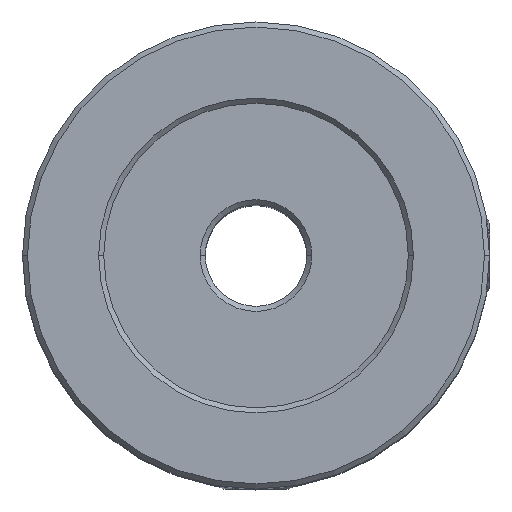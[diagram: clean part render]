
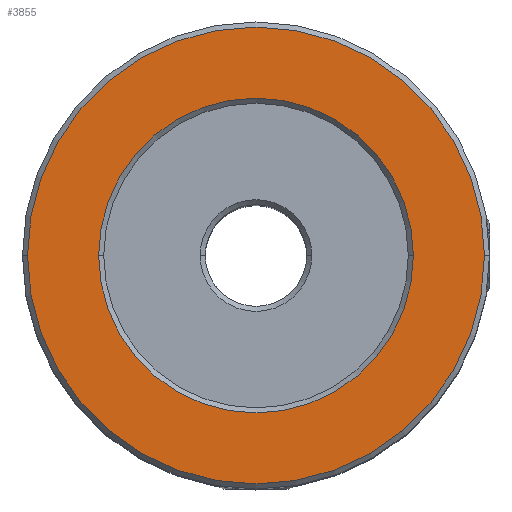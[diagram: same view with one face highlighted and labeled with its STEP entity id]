
A CAD part, top view. The second image highlights one B-rep face of the part: STEP entity #3855.
In plain terms, the highlighted planar face has unit normal (0, 0, 1).
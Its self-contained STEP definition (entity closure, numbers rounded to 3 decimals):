
#123 = DIRECTION ( 'NONE',  ( 1., 0., 0. ) ) ;
#285 = FACE_BOUND ( 'NONE', #2548, .T. ) ;
#337 = VERTEX_POINT ( 'NONE', #2015 ) ;
#572 = ORIENTED_EDGE ( 'NONE', *, *, #640, .T. ) ;
#576 = CARTESIAN_POINT ( 'NONE',  ( 0., 0., 27. ) ) ;
#584 = DIRECTION ( 'NONE',  ( 1., 0., 0. ) ) ;
#599 = DIRECTION ( 'NONE',  ( 1., 0., 0. ) ) ;
#640 = EDGE_CURVE ( 'NONE', #4663, #337, #1209, .T. ) ;
#819 = DIRECTION ( 'NONE',  ( 0., 0., 1. ) ) ;
#910 = AXIS2_PLACEMENT_3D ( 'NONE', #576, #2731, #2024 ) ;
#1061 = AXIS2_PLACEMENT_3D ( 'NONE', #3842, #1704, #584 ) ;
#1074 = EDGE_CURVE ( 'NONE', #337, #4663, #4409, .T. ) ;
#1209 = CIRCLE ( 'NONE', #4010, 11.25 ) ;
#1232 = AXIS2_PLACEMENT_3D ( 'NONE', #3835, #2803, #599 ) ;
#1353 = PLANE ( 'NONE',  #1232 ) ;
#1545 = DIRECTION ( 'NONE',  ( 1., 0., 0. ) ) ;
#1662 = FACE_OUTER_BOUND ( 'NONE', #4482, .T. ) ;
#1687 = CARTESIAN_POINT ( 'NONE',  ( 7.75, 0., 27. ) ) ;
#1704 = DIRECTION ( 'NONE',  ( 0., 0., -1. ) ) ;
#1737 = ORIENTED_EDGE ( 'NONE', *, *, #2576, .T. ) ;
#2015 = CARTESIAN_POINT ( 'NONE',  ( 11.25, 0., 27. ) ) ;
#2024 = DIRECTION ( 'NONE',  ( 1., 0., 0. ) ) ;
#2188 = CARTESIAN_POINT ( 'NONE',  ( -7.75, 0., 27. ) ) ;
#2334 = ORIENTED_EDGE ( 'NONE', *, *, #1074, .T. ) ;
#2548 = EDGE_LOOP ( 'NONE', ( #1737, #3005 ) ) ;
#2576 = EDGE_CURVE ( 'NONE', #2937, #3507, #3178, .T. ) ;
#2625 = CARTESIAN_POINT ( 'NONE',  ( -11.25, 0., 27. ) ) ;
#2731 = DIRECTION ( 'NONE',  ( 0., 0., -1. ) ) ;
#2803 = DIRECTION ( 'NONE',  ( 0., 0., 1. ) ) ;
#2937 = VERTEX_POINT ( 'NONE', #1687 ) ;
#3005 = ORIENTED_EDGE ( 'NONE', *, *, #3312, .T. ) ;
#3178 = CIRCLE ( 'NONE', #910, 7.75 ) ;
#3312 = EDGE_CURVE ( 'NONE', #3507, #2937, #3722, .T. ) ;
#3507 = VERTEX_POINT ( 'NONE', #2188 ) ;
#3722 = CIRCLE ( 'NONE', #1061, 7.75 ) ;
#3835 = CARTESIAN_POINT ( 'NONE',  ( 0., 0., 27. ) ) ;
#3842 = CARTESIAN_POINT ( 'NONE',  ( 0., 0., 27. ) ) ;
#3855 = ADVANCED_FACE ( 'NONE', ( #285, #1662 ), #1353, .T. ) ;
#4010 = AXIS2_PLACEMENT_3D ( 'NONE', #4060, #819, #123 ) ;
#4060 = CARTESIAN_POINT ( 'NONE',  ( 0., 0., 27. ) ) ;
#4409 = CIRCLE ( 'NONE', #4491, 11.25 ) ;
#4418 = DIRECTION ( 'NONE',  ( 0., 0., 1. ) ) ;
#4482 = EDGE_LOOP ( 'NONE', ( #572, #2334 ) ) ;
#4490 = CARTESIAN_POINT ( 'NONE',  ( 0., 0., 27. ) ) ;
#4491 = AXIS2_PLACEMENT_3D ( 'NONE', #4490, #4418, #1545 ) ;
#4663 = VERTEX_POINT ( 'NONE', #2625 ) ;
